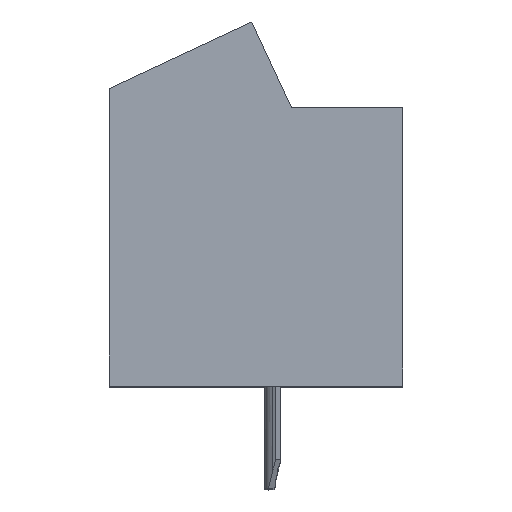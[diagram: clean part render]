
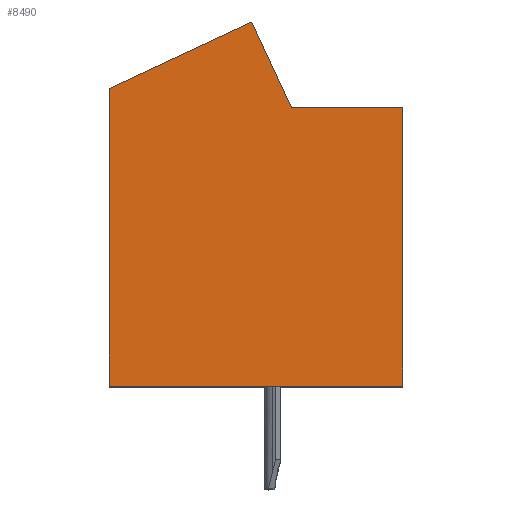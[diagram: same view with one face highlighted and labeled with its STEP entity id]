
A CAD part, top view. The second image highlights one B-rep face of the part: STEP entity #8490.
In plain terms, the highlighted planar face has unit normal (0, 0, 1).
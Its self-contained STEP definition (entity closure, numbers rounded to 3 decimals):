
#3057=DIRECTION('',(-1.,0.,0.));
#3058=VECTOR('',#3057,3.79);
#3059=CARTESIAN_POINT('',(5.002,3.3,22.75));
#3060=LINE('',#3059,#3058);
#3061=DIRECTION('',(0.,1.,0.));
#3062=VECTOR('',#3061,9.5);
#3063=CARTESIAN_POINT('',(5.002,-6.2,22.75));
#3064=LINE('',#3063,#3062);
#3065=DIRECTION('',(1.,0.,0.));
#3066=VECTOR('',#3065,10.);
#3067=CARTESIAN_POINT('',(-4.998,-6.2,22.75));
#3068=LINE('',#3067,#3066);
#3069=DIRECTION('',(0.,-1.,0.));
#3070=VECTOR('',#3069,10.135);
#3071=CARTESIAN_POINT('',(-4.998,3.935,22.75));
#3072=LINE('',#3071,#3070);
#3073=DIRECTION('',(-0.906,-0.423,0.));
#3074=VECTOR('',#3073,5.36);
#3075=CARTESIAN_POINT('',(-0.14,6.2,22.75));
#3076=LINE('',#3075,#3074);
#3077=DIRECTION('',(-0.423,0.906,0.));
#3078=VECTOR('',#3077,3.2);
#3079=CARTESIAN_POINT('',(1.212,3.3,22.75));
#3080=LINE('',#3079,#3078);
#3758=CARTESIAN_POINT('',(5.002,3.3,22.75));
#3759=CARTESIAN_POINT('',(1.212,3.3,22.75));
#3760=VERTEX_POINT('',#3758);
#3761=VERTEX_POINT('',#3759);
#3762=CARTESIAN_POINT('',(-0.14,6.2,22.75));
#3763=VERTEX_POINT('',#3762);
#3764=CARTESIAN_POINT('',(-4.998,3.935,22.75));
#3765=VERTEX_POINT('',#3764);
#3766=CARTESIAN_POINT('',(-4.998,-6.2,22.75));
#3767=VERTEX_POINT('',#3766);
#3768=CARTESIAN_POINT('',(5.002,-6.2,22.75));
#3769=VERTEX_POINT('',#3768);
#8477=CARTESIAN_POINT('',(0.,0.,22.75));
#8478=DIRECTION('',(0.,0.,1.));
#8479=DIRECTION('',(1.,0.,0.));
#8480=AXIS2_PLACEMENT_3D('',#8477,#8478,#8479);
#8481=PLANE('',#8480);
#8482=ORIENTED_EDGE('',*,*,#4803,.F.);
#8483=ORIENTED_EDGE('',*,*,#4818,.F.);
#8484=ORIENTED_EDGE('',*,*,#4832,.F.);
#8485=ORIENTED_EDGE('',*,*,#4975,.F.);
#8486=ORIENTED_EDGE('',*,*,#5570,.F.);
#8487=ORIENTED_EDGE('',*,*,#8471,.F.);
#8488=EDGE_LOOP('',(#8482,#8483,#8484,#8485,#8486,#8487));
#8489=FACE_OUTER_BOUND('',#8488,.F.);
#4803=EDGE_CURVE('',#3760,#3761,#3060,.T.);
#4818=EDGE_CURVE('',#3769,#3760,#3064,.T.);
#4832=EDGE_CURVE('',#3767,#3769,#3068,.T.);
#4975=EDGE_CURVE('',#3765,#3767,#3072,.T.);
#5570=EDGE_CURVE('',#3763,#3765,#3076,.T.);
#8471=EDGE_CURVE('',#3761,#3763,#3080,.T.);
#8490=ADVANCED_FACE('',(#8489),#8481,.T.);
